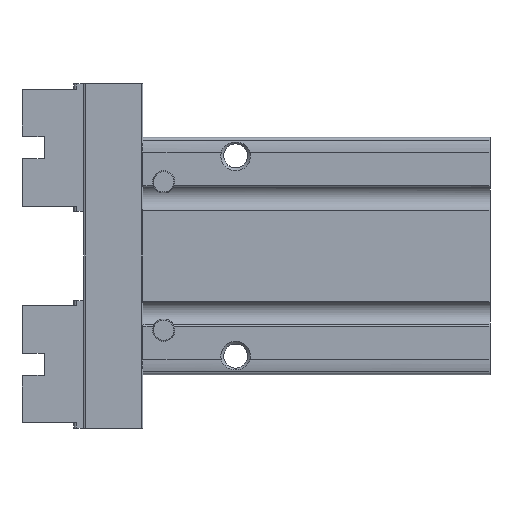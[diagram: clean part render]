
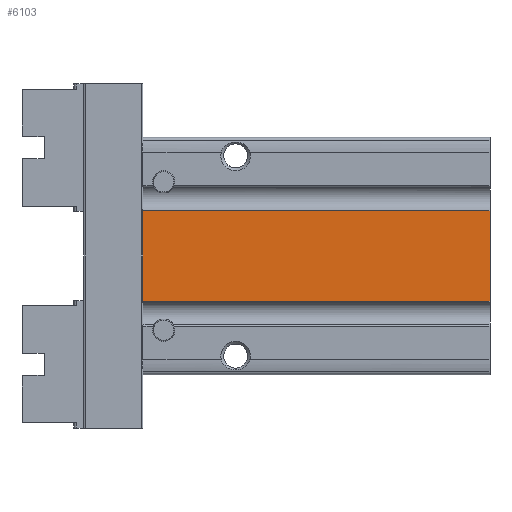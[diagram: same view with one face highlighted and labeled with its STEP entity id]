
A CAD part, left-side view. The second image highlights one B-rep face of the part: STEP entity #6103.
In plain terms, the highlighted face is planar.
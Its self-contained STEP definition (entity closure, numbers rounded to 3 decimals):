
#408=LINE('',#9645,#954);
#414=LINE('',#9667,#960);
#416=LINE('',#9673,#962);
#417=LINE('',#9674,#963);
#954=VECTOR('',#7529,1000.);
#960=VECTOR('',#7549,1000.);
#962=VECTOR('',#7555,1000.);
#963=VECTOR('',#7556,1000.);
#1723=ORIENTED_EDGE('',*,*,#3438,.T.);
#1724=ORIENTED_EDGE('',*,*,#3424,.T.);
#1725=ORIENTED_EDGE('',*,*,#3439,.F.);
#1726=ORIENTED_EDGE('',*,*,#3435,.F.);
#3424=EDGE_CURVE('',#4270,#4269,#408,.T.);
#3435=EDGE_CURVE('',#4278,#4279,#414,.T.);
#3438=EDGE_CURVE('',#4278,#4270,#416,.T.);
#3439=EDGE_CURVE('',#4279,#4269,#417,.T.);
#4269=VERTEX_POINT('',#9644);
#4270=VERTEX_POINT('',#9646);
#4278=VERTEX_POINT('',#9666);
#4279=VERTEX_POINT('',#9668);
#5034=EDGE_LOOP('',(#1723,#1724,#1725,#1726));
#5476=FACE_BOUND('',#5034,.T.);
#5873=PLANE('',#6589);
#6103=ADVANCED_FACE('',(#5476),#5873,.F.);
#6589=AXIS2_PLACEMENT_3D('',#9672,#7553,#7554);
#7529=DIRECTION('',(1.,0.,0.));
#7549=DIRECTION('',(1.,0.,0.));
#7553=DIRECTION('',(0.,0.,-1.));
#7554=DIRECTION('',(-1.,0.,0.));
#7555=DIRECTION('',(0.,-1.,0.));
#7556=DIRECTION('',(0.,-1.,0.));
#9644=CARTESIAN_POINT('',(6.1,0.,10.));
#9645=CARTESIAN_POINT('',(-14.,0.,10.));
#9646=CARTESIAN_POINT('',(-6.1,0.,10.));
#9666=CARTESIAN_POINT('',(-6.1,46.8,10.));
#9667=CARTESIAN_POINT('',(-14.,46.8,10.));
#9668=CARTESIAN_POINT('',(6.1,46.8,10.));
#9672=CARTESIAN_POINT('',(-14.,46.8,10.));
#9673=CARTESIAN_POINT('',(-6.1,46.8,10.));
#9674=CARTESIAN_POINT('',(6.1,46.8,10.));
